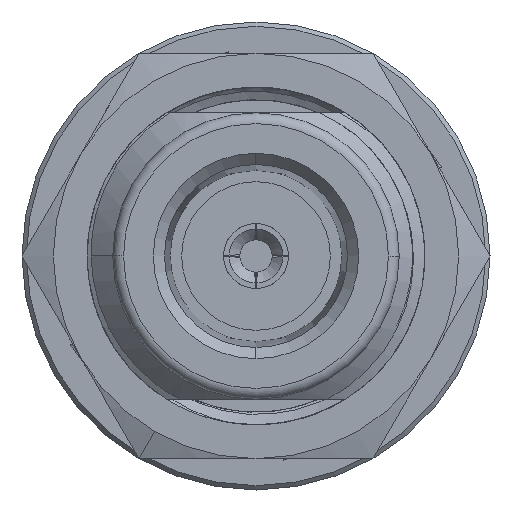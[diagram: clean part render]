
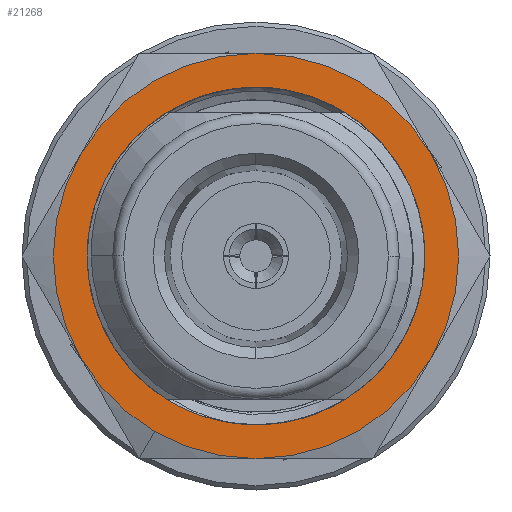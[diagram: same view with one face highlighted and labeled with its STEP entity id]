
A CAD part, left-side view. The second image highlights one B-rep face of the part: STEP entity #21268.
In plain terms, the highlighted planar face has unit normal (-1, 0, 0).
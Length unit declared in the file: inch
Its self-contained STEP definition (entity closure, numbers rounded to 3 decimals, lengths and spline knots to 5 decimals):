
#66 = EDGE_CURVE ( 'NONE', #11976, #30257, #69817, .T. ) ;
#822 = DIRECTION ( 'NONE',  ( 0., 0.5, -0.866 ) ) ;
#1102 = EDGE_CURVE ( 'NONE', #64740, #11976, #30019, .T. ) ;
#3360 = DIRECTION ( 'NONE',  ( -1., 0., 0. ) ) ;
#3368 = DIRECTION ( 'NONE',  ( -1., 0., 0. ) ) ;
#3431 = DIRECTION ( 'NONE',  ( -1., 0., 0. ) ) ;
#4998 = CIRCLE ( 'NONE', #28758, 0.375 ) ;
#5572 = ORIENTED_EDGE ( 'NONE', *, *, #35597, .T. ) ;
#7017 = CARTESIAN_POINT ( 'NONE',  ( 0.43378, 0.15625, -0.27063 ) ) ;
#9603 = CARTESIAN_POINT ( 'NONE',  ( 0.43378, 0., 0. ) ) ;
#10063 = CARTESIAN_POINT ( 'NONE',  ( 0.43378, 0., 0.375 ) ) ;
#10508 = EDGE_CURVE ( 'NONE', #75855, #26438, #54425, .T. ) ;
#10561 = DIRECTION ( 'NONE',  ( 0., 0.5, -0.866 ) ) ;
#11589 = CARTESIAN_POINT ( 'NONE',  ( 0.43378, -0.32476, 0.1875 ) ) ;
#11598 = ORIENTED_EDGE ( 'NONE', *, *, #1102, .T. ) ;
#11976 = VERTEX_POINT ( 'NONE', #12211 ) ;
#12102 = VERTEX_POINT ( 'NONE', #39258 ) ;
#12211 = CARTESIAN_POINT ( 'NONE',  ( 0.43378, 0.32476, -0.1875 ) ) ;
#13186 = ORIENTED_EDGE ( 'NONE', *, *, #66615, .F. ) ;
#13628 = CARTESIAN_POINT ( 'NONE',  ( 0.43378, 0., 0. ) ) ;
#14183 = CARTESIAN_POINT ( 'NONE',  ( 0.43378, -0.32476, -0.1875 ) ) ;
#16495 = AXIS2_PLACEMENT_3D ( 'NONE', #56056, #3360, #30134 ) ;
#16756 = DIRECTION ( 'NONE',  ( 0., 0.5, -0.866 ) ) ;
#17016 = DIRECTION ( 'NONE',  ( 0., 0.5, -0.866 ) ) ;
#18781 = EDGE_CURVE ( 'NONE', #12102, #34912, #70584, .T. ) ;
#19775 = ORIENTED_EDGE ( 'NONE', *, *, #45901, .T. ) ;
#20477 = AXIS2_PLACEMENT_3D ( 'NONE', #35856, #3368, #42682 ) ;
#21268 = ADVANCED_FACE ( 'NONE', ( #79764, #25738 ), #25587, .T. ) ;
#23513 = EDGE_CURVE ( 'NONE', #79003, #12102, #67417, .T. ) ;
#25587 = PLANE ( 'NONE',  #28004 ) ;
#25738 = FACE_OUTER_BOUND ( 'NONE', #79562, .T. ) ;
#26153 = DIRECTION ( 'NONE',  ( -1., 0., 0. ) ) ;
#26438 = VERTEX_POINT ( 'NONE', #11589 ) ;
#27305 = DIRECTION ( 'NONE',  ( -1., 0., 0. ) ) ;
#28004 = AXIS2_PLACEMENT_3D ( 'NONE', #65165, #26153, #44959 ) ;
#28758 = AXIS2_PLACEMENT_3D ( 'NONE', #81986, #74597, #16756 ) ;
#29656 = CARTESIAN_POINT ( 'NONE',  ( 0.43378, 0., 0. ) ) ;
#30019 = CIRCLE ( 'NONE', #33492, 0.375 ) ;
#30134 = DIRECTION ( 'NONE',  ( 0., 0.5, -0.866 ) ) ;
#30227 = DIRECTION ( 'NONE',  ( 0., 0.5, -0.866 ) ) ;
#30257 = VERTEX_POINT ( 'NONE', #45723 ) ;
#31746 = CIRCLE ( 'NONE', #64783, 0.375 ) ;
#33492 = AXIS2_PLACEMENT_3D ( 'NONE', #34113, #47493, #67147 ) ;
#34113 = CARTESIAN_POINT ( 'NONE',  ( 0.43378, 0., 0. ) ) ;
#34142 = VERTEX_POINT ( 'NONE', #10063 ) ;
#34912 = VERTEX_POINT ( 'NONE', #7017 ) ;
#35597 = EDGE_CURVE ( 'NONE', #68264, #75855, #74797, .T. ) ;
#35804 = DIRECTION ( 'NONE',  ( -1., 0., 0. ) ) ;
#35820 = AXIS2_PLACEMENT_3D ( 'NONE', #9603, #35804, #81657 ) ;
#35856 = CARTESIAN_POINT ( 'NONE',  ( 0.43378, 0., 0. ) ) ;
#37513 = CARTESIAN_POINT ( 'NONE',  ( 0.43378, 0., 0. ) ) ;
#38882 = CARTESIAN_POINT ( 'NONE',  ( 0.43378, 0., -0.375 ) ) ;
#39258 = CARTESIAN_POINT ( 'NONE',  ( 0.43378, 0.26486, -0.16585 ) ) ;
#40474 = AXIS2_PLACEMENT_3D ( 'NONE', #37513, #68870, #17016 ) ;
#40510 = CIRCLE ( 'NONE', #72556, 0.3125 ) ;
#42182 = AXIS2_PLACEMENT_3D ( 'NONE', #13628, #27305, #822 ) ;
#42682 = DIRECTION ( 'NONE',  ( 0., 0.5, -0.866 ) ) ;
#42742 = ORIENTED_EDGE ( 'NONE', *, *, #59614, .T. ) ;
#44959 = DIRECTION ( 'NONE',  ( 0., 0.5, -0.866 ) ) ;
#45723 = CARTESIAN_POINT ( 'NONE',  ( 0.43378, 0.1875, -0.32476 ) ) ;
#45901 = EDGE_CURVE ( 'NONE', #30257, #68264, #31746, .T. ) ;
#46068 = CIRCLE ( 'NONE', #55650, 0.375 ) ;
#47287 = EDGE_CURVE ( 'NONE', #34142, #64740, #46068, .T. ) ;
#47493 = DIRECTION ( 'NONE',  ( -1., 0., 0. ) ) ;
#48465 = CARTESIAN_POINT ( 'NONE',  ( 0.43378, 0.32476, 0.1875 ) ) ;
#49473 = EDGE_LOOP ( 'NONE', ( #79083, #13186, #80310 ) ) ;
#53990 = ORIENTED_EDGE ( 'NONE', *, *, #47287, .T. ) ;
#54425 = CIRCLE ( 'NONE', #20477, 0.375 ) ;
#55650 = AXIS2_PLACEMENT_3D ( 'NONE', #82510, #56294, #75660 ) ;
#56056 = CARTESIAN_POINT ( 'NONE',  ( 0.43378, 0., 0. ) ) ;
#56294 = DIRECTION ( 'NONE',  ( -1., 0., 0. ) ) ;
#59614 = EDGE_CURVE ( 'NONE', #26438, #34142, #4998, .T. ) ;
#61932 = ORIENTED_EDGE ( 'NONE', *, *, #10508, .T. ) ;
#62107 = ORIENTED_EDGE ( 'NONE', *, *, #66, .T. ) ;
#62419 = CARTESIAN_POINT ( 'NONE',  ( 0.43378, 0., 0. ) ) ;
#64740 = VERTEX_POINT ( 'NONE', #48465 ) ;
#64783 = AXIS2_PLACEMENT_3D ( 'NONE', #29656, #3431, #10561 ) ;
#65165 = CARTESIAN_POINT ( 'NONE',  ( 0.43378, 0., 0. ) ) ;
#66615 = EDGE_CURVE ( 'NONE', #34912, #79003, #40510, .T. ) ;
#67147 = DIRECTION ( 'NONE',  ( 0., 0.5, -0.866 ) ) ;
#67417 = CIRCLE ( 'NONE', #42182, 0.3125 ) ;
#68264 = VERTEX_POINT ( 'NONE', #38882 ) ;
#68870 = DIRECTION ( 'NONE',  ( -1., 0., 0. ) ) ;
#69817 = CIRCLE ( 'NONE', #16495, 0.375 ) ;
#70584 = CIRCLE ( 'NONE', #40474, 0.3125 ) ;
#72556 = AXIS2_PLACEMENT_3D ( 'NONE', #62419, #81785, #30227 ) ;
#74597 = DIRECTION ( 'NONE',  ( -1., 0., 0. ) ) ;
#74797 = CIRCLE ( 'NONE', #35820, 0.375 ) ;
#75660 = DIRECTION ( 'NONE',  ( 0., 0.5, -0.866 ) ) ;
#75855 = VERTEX_POINT ( 'NONE', #14183 ) ;
#79003 = VERTEX_POINT ( 'NONE', #82357 ) ;
#79083 = ORIENTED_EDGE ( 'NONE', *, *, #23513, .F. ) ;
#79562 = EDGE_LOOP ( 'NONE', ( #62107, #19775, #5572, #61932, #42742, #53990, #11598 ) ) ;
#79764 = FACE_BOUND ( 'NONE', #49473, .T. ) ;
#80310 = ORIENTED_EDGE ( 'NONE', *, *, #18781, .F. ) ;
#81657 = DIRECTION ( 'NONE',  ( 0., 0.5, -0.866 ) ) ;
#81785 = DIRECTION ( 'NONE',  ( -1., 0., 0. ) ) ;
#81986 = CARTESIAN_POINT ( 'NONE',  ( 0.43378, 0., 0. ) ) ;
#82357 = CARTESIAN_POINT ( 'NONE',  ( 0.43378, 0.07001, -0.30456 ) ) ;
#82510 = CARTESIAN_POINT ( 'NONE',  ( 0.43378, 0., 0. ) ) ;
